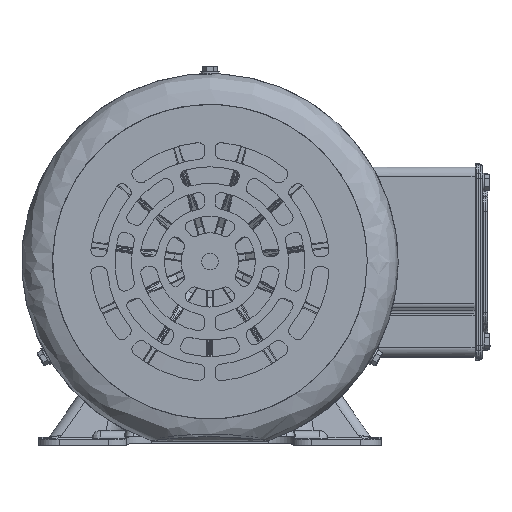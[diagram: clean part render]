
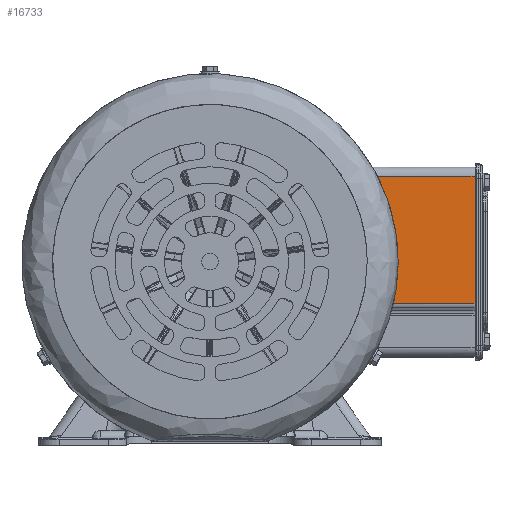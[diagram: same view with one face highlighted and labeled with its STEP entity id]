
A CAD part, top view. The second image highlights one B-rep face of the part: STEP entity #16733.
In plain terms, the highlighted planar face has unit normal (0, 0, 1).
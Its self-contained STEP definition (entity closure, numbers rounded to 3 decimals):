
#6702 = VECTOR ( 'NONE', #50555, 1000. ) ;
#6813 = CIRCLE ( 'NONE', #79148, 84. ) ;
#9066 = ORIENTED_EDGE ( 'NONE', *, *, #134110, .T. ) ;
#9247 = FACE_OUTER_BOUND ( 'NONE', #100025, .T. ) ;
#12314 = CARTESIAN_POINT ( 'NONE',  ( 73.089, 41.4, -6. ) ) ;
#16733 = ADVANCED_FACE ( 'NONE', ( #9247 ), #98486, .T. ) ;
#17168 = VECTOR ( 'NONE', #43762, 1000. ) ;
#20905 = EDGE_CURVE ( 'NONE', #25349, #48367, #72390, .T. ) ;
#22426 = VERTEX_POINT ( 'NONE', #109977 ) ;
#24818 = ORIENTED_EDGE ( 'NONE', *, *, #96452, .T. ) ;
#25349 = VERTEX_POINT ( 'NONE', #12314 ) ;
#25945 = EDGE_CURVE ( 'NONE', #25349, #22426, #6813, .T. ) ;
#33627 = CARTESIAN_POINT ( 'NONE',  ( 150., -20.005, -6. ) ) ;
#37394 = VECTOR ( 'NONE', #129830, 1000. ) ;
#38947 = CARTESIAN_POINT ( 'NONE',  ( 0., 0., -6. ) ) ;
#43762 = DIRECTION ( 'NONE',  ( 0., 1., 0. ) ) ;
#45119 = AXIS2_PLACEMENT_3D ( 'NONE', #73720, #133735, #60633 ) ;
#48367 = VERTEX_POINT ( 'NONE', #100008 ) ;
#50555 = DIRECTION ( 'NONE',  ( 1., 0., 0. ) ) ;
#60008 = LINE ( 'NONE', #33627, #37394 ) ;
#60633 = DIRECTION ( 'NONE',  ( 0., -1., 0. ) ) ;
#63060 = DIRECTION ( 'NONE',  ( 0., -1., 0. ) ) ;
#72006 = ORIENTED_EDGE ( 'NONE', *, *, #25945, .T. ) ;
#72390 = LINE ( 'NONE', #75186, #6702 ) ;
#73720 = CARTESIAN_POINT ( 'NONE',  ( 150., 46., -6. ) ) ;
#75144 = DIRECTION ( 'NONE',  ( 0., 0., -1. ) ) ;
#75186 = CARTESIAN_POINT ( 'NONE',  ( 150., 41.4, -6. ) ) ;
#79148 = AXIS2_PLACEMENT_3D ( 'NONE', #38947, #75144, #63060 ) ;
#79959 = CARTESIAN_POINT ( 'NONE',  ( 129., 46., -6. ) ) ;
#96452 = EDGE_CURVE ( 'NONE', #22426, #116442, #60008, .T. ) ;
#98486 = PLANE ( 'NONE',  #45119 ) ;
#99859 = LINE ( 'NONE', #79959, #17168 ) ;
#100008 = CARTESIAN_POINT ( 'NONE',  ( 129., 41.4, -6. ) ) ;
#100025 = EDGE_LOOP ( 'NONE', ( #72006, #24818, #9066, #141832 ) ) ;
#109977 = CARTESIAN_POINT ( 'NONE',  ( 81.583, -20.005, -6. ) ) ;
#116442 = VERTEX_POINT ( 'NONE', #129035 ) ;
#129035 = CARTESIAN_POINT ( 'NONE',  ( 129., -20.005, -6. ) ) ;
#129830 = DIRECTION ( 'NONE',  ( 1., 0., 0. ) ) ;
#133735 = DIRECTION ( 'NONE',  ( 0., 0., 1. ) ) ;
#134110 = EDGE_CURVE ( 'NONE', #116442, #48367, #99859, .T. ) ;
#141832 = ORIENTED_EDGE ( 'NONE', *, *, #20905, .F. ) ;
